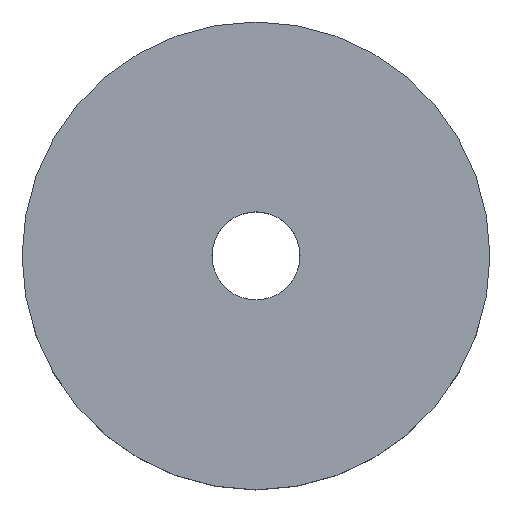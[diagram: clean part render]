
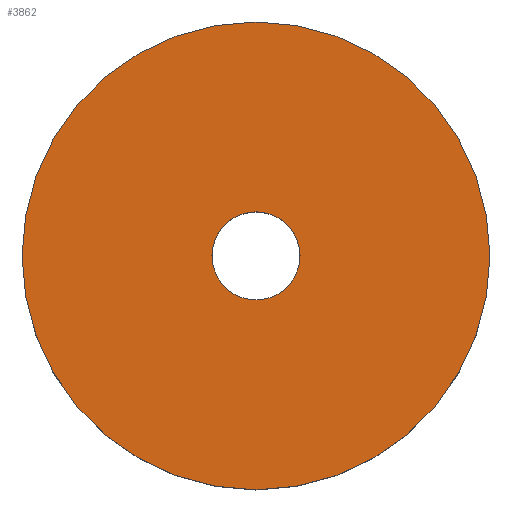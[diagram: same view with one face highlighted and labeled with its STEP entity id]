
A CAD part, top view. The second image highlights one B-rep face of the part: STEP entity #3862.
In plain terms, the highlighted planar face has unit normal (0, 0, 1).
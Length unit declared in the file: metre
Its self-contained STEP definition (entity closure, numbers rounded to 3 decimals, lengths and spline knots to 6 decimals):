
#15=PLANE('',#4481);
#1409=ORIENTED_EDGE('',*,*,#2215,.F.);
#1410=ORIENTED_EDGE('',*,*,#2214,.T.);
#2214=EDGE_CURVE('',#2618,#2618,#3022,.T.);
#2215=EDGE_CURVE('',#2619,#2619,#3023,.T.);
#2618=VERTEX_POINT('',#7111);
#2619=VERTEX_POINT('',#7114);
#3022=CIRCLE('',#4480,0.027617);
#3023=CIRCLE('',#4482,0.0052);
#3232=EDGE_LOOP('',(#1409));
#3233=EDGE_LOOP('',(#1410));
#3448=FACE_BOUND('',#3232,.T.);
#3449=FACE_BOUND('',#3233,.T.);
#3862=ADVANCED_FACE('',(#3448,#3449),#15,.T.);
#4480=AXIS2_PLACEMENT_3D('',#7110,#5890,#5891);
#4481=AXIS2_PLACEMENT_3D('',#7112,#5892,#5893);
#4482=AXIS2_PLACEMENT_3D('',#7113,#5894,#5895);
#5890=DIRECTION('',(0.,0.,1.));
#5891=DIRECTION('',(1.,0.,0.));
#5892=DIRECTION('',(0.,0.,1.));
#5893=DIRECTION('',(1.,0.,0.));
#5894=DIRECTION('',(0.,0.,1.));
#5895=DIRECTION('',(1.,0.,0.));
#7110=CARTESIAN_POINT('',(0.,0.,0.0065));
#7111=CARTESIAN_POINT('',(0.027617,0.,0.0065));
#7112=CARTESIAN_POINT('',(0.,0.,0.0065));
#7113=CARTESIAN_POINT('',(0.,0.,0.0065));
#7114=CARTESIAN_POINT('',(0.0052,0.,0.0065));
